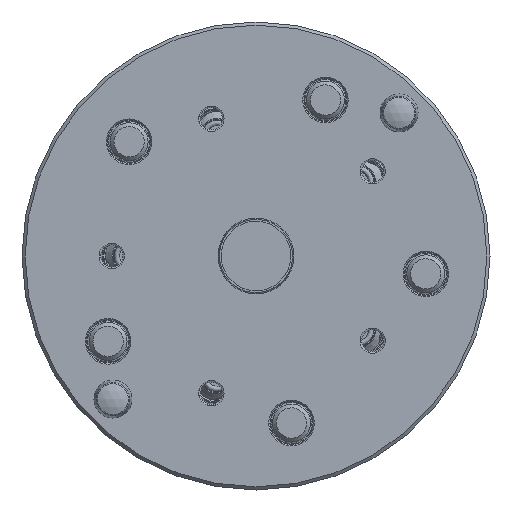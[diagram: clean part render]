
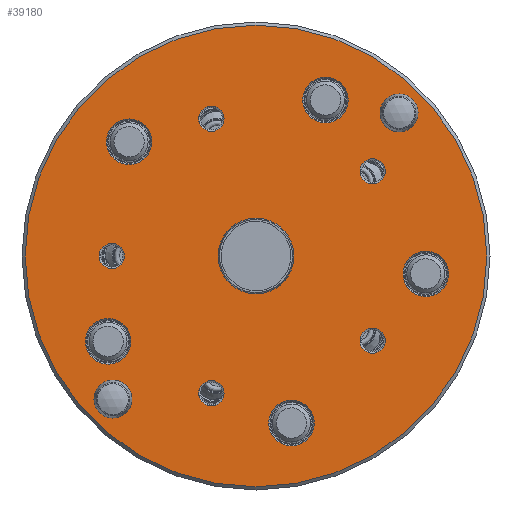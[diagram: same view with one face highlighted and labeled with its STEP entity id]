
A CAD part, front view. The second image highlights one B-rep face of the part: STEP entity #39180.
In plain terms, the highlighted planar face has unit normal (0, -1, 0).
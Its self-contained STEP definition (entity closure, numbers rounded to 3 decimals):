
#245 = AXIS2_PLACEMENT_3D ( 'NONE', #28513, #13055, #25115 ) ;
#574 = ORIENTED_EDGE ( 'NONE', *, *, #14954, .F. ) ;
#715 = ORIENTED_EDGE ( 'NONE', *, *, #2948, .T. ) ;
#859 = EDGE_CURVE ( 'NONE', #13782, #13782, #26758, .T. ) ;
#1407 = CIRCLE ( 'NONE', #29944, 3.6 ) ;
#2306 = DIRECTION ( 'NONE',  ( 0., 0., -1. ) ) ;
#2386 = CARTESIAN_POINT ( 'NONE',  ( -7.046, 0., 21.684 ) ) ;
#2652 = FACE_BOUND ( 'NONE', #33205, .T. ) ;
#2822 = EDGE_CURVE ( 'NONE', #10891, #10891, #12284, .T. ) ;
#2847 = DIRECTION ( 'NONE',  ( 0., 1., 0. ) ) ;
#2948 = EDGE_CURVE ( 'NONE', #29635, #29635, #5604, .T. ) ;
#3440 = CIRCLE ( 'NONE', #10155, 2. ) ;
#4022 = FACE_BOUND ( 'NONE', #30360, .T. ) ;
#4288 = VERTEX_POINT ( 'NONE', #15277 ) ;
#4385 = EDGE_CURVE ( 'NONE', #14236, #14236, #6288, .T. ) ;
#4953 = EDGE_LOOP ( 'NONE', ( #5866 ) ) ;
#5386 = CARTESIAN_POINT ( 'NONE',  ( 10.982, 0., 24.666 ) ) ;
#5415 = DIRECTION ( 'NONE',  ( 0., 0., -1. ) ) ;
#5491 = EDGE_LOOP ( 'NONE', ( #39519 ) ) ;
#5568 = AXIS2_PLACEMENT_3D ( 'NONE', #5386, #2847, #30021 ) ;
#5604 = CIRCLE ( 'NONE', #20111, 36.5 ) ;
#5625 = CARTESIAN_POINT ( 'NONE',  ( -7.046, 0., -23.684 ) ) ;
#5866 = ORIENTED_EDGE ( 'NONE', *, *, #8064, .T. ) ;
#6083 = VERTEX_POINT ( 'NONE', #5625 ) ;
#6107 = DIRECTION ( 'NONE',  ( 0., 1., 0. ) ) ;
#6129 = DIRECTION ( 'NONE',  ( 0., 0., 1. ) ) ;
#6288 = CIRCLE ( 'NONE', #32557, 3.6 ) ;
#6878 = FACE_BOUND ( 'NONE', #25815, .T. ) ;
#7187 = CIRCLE ( 'NONE', #24217, 2. ) ;
#7508 = PLANE ( 'NONE',  #14782 ) ;
#8064 = EDGE_CURVE ( 'NONE', #13753, #13753, #1407, .T. ) ;
#8627 = VERTEX_POINT ( 'NONE', #32874 ) ;
#8670 = DIRECTION ( 'NONE',  ( 0., 1., 0. ) ) ;
#8793 = DIRECTION ( 'NONE',  ( 0., 1., 0. ) ) ;
#8797 = CARTESIAN_POINT ( 'NONE',  ( 0., 0., 0. ) ) ;
#9167 = DIRECTION ( 'NONE',  ( 0., 0., -1. ) ) ;
#9332 = EDGE_CURVE ( 'NONE', #39643, #39643, #3440, .T. ) ;
#9421 = ORIENTED_EDGE ( 'NONE', *, *, #29623, .F. ) ;
#10155 = AXIS2_PLACEMENT_3D ( 'NONE', #21506, #24615, #14871 ) ;
#10507 = CARTESIAN_POINT ( 'NONE',  ( -23.383, 0., -13.5 ) ) ;
#10583 = ORIENTED_EDGE ( 'NONE', *, *, #9332, .F. ) ;
#10671 = CARTESIAN_POINT ( 'NONE',  ( 5.614, 0., -22.81 ) ) ;
#10819 = DIRECTION ( 'NONE',  ( 0., 0., 1. ) ) ;
#10891 = VERTEX_POINT ( 'NONE', #19202 ) ;
#11023 = EDGE_LOOP ( 'NONE', ( #9421 ) ) ;
#11584 = CARTESIAN_POINT ( 'NONE',  ( 0., 0., -6. ) ) ;
#12024 = EDGE_LOOP ( 'NONE', ( #715 ) ) ;
#12252 = AXIS2_PLACEMENT_3D ( 'NONE', #24109, #39408, #14880 ) ;
#12284 = CIRCLE ( 'NONE', #37888, 3.6 ) ;
#12496 = EDGE_LOOP ( 'NONE', ( #574 ) ) ;
#13055 = DIRECTION ( 'NONE',  ( 0., -1., 0. ) ) ;
#13388 = CARTESIAN_POINT ( 'NONE',  ( -22.8, 0., -2. ) ) ;
#13753 = VERTEX_POINT ( 'NONE', #10671 ) ;
#13782 = VERTEX_POINT ( 'NONE', #30810 ) ;
#14044 = FACE_BOUND ( 'NONE', #21713, .T. ) ;
#14236 = VERTEX_POINT ( 'NONE', #28526 ) ;
#14249 = ORIENTED_EDGE ( 'NONE', *, *, #31382, .F. ) ;
#14529 = CARTESIAN_POINT ( 'NONE',  ( 26.852, 0., -2.822 ) ) ;
#14536 = FACE_BOUND ( 'NONE', #14968, .T. ) ;
#14782 = AXIS2_PLACEMENT_3D ( 'NONE', #29219, #29473, #10819 ) ;
#14819 = CIRCLE ( 'NONE', #35951, 2. ) ;
#14871 = DIRECTION ( 'NONE',  ( 0., 0., -1. ) ) ;
#14880 = DIRECTION ( 'NONE',  ( 0., 0., -1. ) ) ;
#14954 = EDGE_CURVE ( 'NONE', #20383, #20383, #38372, .T. ) ;
#14968 = EDGE_LOOP ( 'NONE', ( #24663 ) ) ;
#15030 = CARTESIAN_POINT ( 'NONE',  ( 18.446, 0., -15.402 ) ) ;
#15277 = CARTESIAN_POINT ( 'NONE',  ( -22.627, 0., -25.627 ) ) ;
#15280 = CARTESIAN_POINT ( 'NONE',  ( 5.614, 0., -26.41 ) ) ;
#15687 = EDGE_LOOP ( 'NONE', ( #26003 ) ) ;
#15942 = FACE_BOUND ( 'NONE', #11023, .T. ) ;
#16157 = EDGE_LOOP ( 'NONE', ( #30698 ) ) ;
#16943 = FACE_BOUND ( 'NONE', #24609, .T. ) ;
#17929 = DIRECTION ( 'NONE',  ( 0., 0., -1. ) ) ;
#18101 = EDGE_CURVE ( 'NONE', #6083, #6083, #7187, .T. ) ;
#18188 = DIRECTION ( 'NONE',  ( 0., -1., 0. ) ) ;
#18970 = DIRECTION ( 'NONE',  ( 0., 0., -1. ) ) ;
#19202 = CARTESIAN_POINT ( 'NONE',  ( 26.852, 0., 0.778 ) ) ;
#19284 = AXIS2_PLACEMENT_3D ( 'NONE', #29843, #23196, #2306 ) ;
#19940 = CIRCLE ( 'NONE', #245, 6. ) ;
#20003 = AXIS2_PLACEMENT_3D ( 'NONE', #10507, #31964, #32113 ) ;
#20040 = VERTEX_POINT ( 'NONE', #11584 ) ;
#20111 = AXIS2_PLACEMENT_3D ( 'NONE', #8797, #27421, #9167 ) ;
#20383 = VERTEX_POINT ( 'NONE', #26757 ) ;
#20544 = VERTEX_POINT ( 'NONE', #15030 ) ;
#21198 = FACE_BOUND ( 'NONE', #5491, .T. ) ;
#21506 = CARTESIAN_POINT ( 'NONE',  ( 18.446, 0., 13.402 ) ) ;
#21713 = EDGE_LOOP ( 'NONE', ( #10583 ) ) ;
#22114 = EDGE_CURVE ( 'NONE', #8627, #8627, #36032, .T. ) ;
#22341 = DIRECTION ( 'NONE',  ( 0., -1., 0. ) ) ;
#23196 = DIRECTION ( 'NONE',  ( 0., -1., 0. ) ) ;
#23206 = CARTESIAN_POINT ( 'NONE',  ( 22.627, 0., 22.627 ) ) ;
#23697 = ORIENTED_EDGE ( 'NONE', *, *, #859, .T. ) ;
#23698 = DIRECTION ( 'NONE',  ( 0., -1., 0. ) ) ;
#24109 = CARTESIAN_POINT ( 'NONE',  ( -22.627, 0., -22.627 ) ) ;
#24217 = AXIS2_PLACEMENT_3D ( 'NONE', #37393, #22341, #18970 ) ;
#24514 = DIRECTION ( 'NONE',  ( 0., 0., 1. ) ) ;
#24609 = EDGE_LOOP ( 'NONE', ( #25544 ) ) ;
#24615 = DIRECTION ( 'NONE',  ( 0., -1., 0. ) ) ;
#24663 = ORIENTED_EDGE ( 'NONE', *, *, #4385, .T. ) ;
#24850 = ORIENTED_EDGE ( 'NONE', *, *, #37710, .F. ) ;
#24985 = CARTESIAN_POINT ( 'NONE',  ( 0., 0., -36.5 ) ) ;
#25048 = FACE_BOUND ( 'NONE', #16157, .T. ) ;
#25115 = DIRECTION ( 'NONE',  ( 0., 0., -1. ) ) ;
#25218 = EDGE_CURVE ( 'NONE', #20040, #20040, #19940, .T. ) ;
#25445 = EDGE_LOOP ( 'NONE', ( #24850 ) ) ;
#25544 = ORIENTED_EDGE ( 'NONE', *, *, #37856, .F. ) ;
#25815 = EDGE_LOOP ( 'NONE', ( #32286 ) ) ;
#26003 = ORIENTED_EDGE ( 'NONE', *, *, #25218, .F. ) ;
#26757 = CARTESIAN_POINT ( 'NONE',  ( 22.627, 0., 19.627 ) ) ;
#26758 = CIRCLE ( 'NONE', #5568, 3.6 ) ;
#27421 = DIRECTION ( 'NONE',  ( 0., -1., 0. ) ) ;
#27492 = FACE_BOUND ( 'NONE', #25445, .T. ) ;
#27702 = CIRCLE ( 'NONE', #19284, 2. ) ;
#28513 = CARTESIAN_POINT ( 'NONE',  ( 0., 0., 0. ) ) ;
#28526 = CARTESIAN_POINT ( 'NONE',  ( -20.065, 0., 21.667 ) ) ;
#28668 = VERTEX_POINT ( 'NONE', #13388 ) ;
#29219 = CARTESIAN_POINT ( 'NONE',  ( -6., 0., 0. ) ) ;
#29473 = DIRECTION ( 'NONE',  ( 0., 1., 0. ) ) ;
#29623 = EDGE_CURVE ( 'NONE', #20544, #20544, #27702, .T. ) ;
#29635 = VERTEX_POINT ( 'NONE', #24985 ) ;
#29843 = CARTESIAN_POINT ( 'NONE',  ( 18.446, 0., -13.402 ) ) ;
#29944 = AXIS2_PLACEMENT_3D ( 'NONE', #15280, #6107, #24514 ) ;
#30021 = DIRECTION ( 'NONE',  ( 0., 0., 1. ) ) ;
#30360 = EDGE_LOOP ( 'NONE', ( #14249 ) ) ;
#30698 = ORIENTED_EDGE ( 'NONE', *, *, #2822, .T. ) ;
#30810 = CARTESIAN_POINT ( 'NONE',  ( 10.982, 0., 28.266 ) ) ;
#31382 = EDGE_CURVE ( 'NONE', #4288, #4288, #38028, .T. ) ;
#31964 = DIRECTION ( 'NONE',  ( 0., 1., 0. ) ) ;
#32113 = DIRECTION ( 'NONE',  ( 0., 0., 1. ) ) ;
#32286 = ORIENTED_EDGE ( 'NONE', *, *, #22114, .T. ) ;
#32509 = DIRECTION ( 'NONE',  ( 0., -1., 0. ) ) ;
#32557 = AXIS2_PLACEMENT_3D ( 'NONE', #33679, #8793, #6129 ) ;
#32874 = CARTESIAN_POINT ( 'NONE',  ( -23.383, 0., -9.9 ) ) ;
#33205 = EDGE_LOOP ( 'NONE', ( #23697 ) ) ;
#33679 = CARTESIAN_POINT ( 'NONE',  ( -20.065, 0., 18.067 ) ) ;
#33859 = AXIS2_PLACEMENT_3D ( 'NONE', #39268, #18188, #17929 ) ;
#34073 = AXIS2_PLACEMENT_3D ( 'NONE', #23206, #32509, #35598 ) ;
#35164 = FACE_BOUND ( 'NONE', #12496, .T. ) ;
#35598 = DIRECTION ( 'NONE',  ( 0., 0., -1. ) ) ;
#35647 = FACE_OUTER_BOUND ( 'NONE', #12024, .T. ) ;
#35951 = AXIS2_PLACEMENT_3D ( 'NONE', #2386, #23698, #5415 ) ;
#36032 = CIRCLE ( 'NONE', #20003, 3.6 ) ;
#37297 = VERTEX_POINT ( 'NONE', #38207 ) ;
#37393 = CARTESIAN_POINT ( 'NONE',  ( -7.046, 0., -21.684 ) ) ;
#37542 = FACE_BOUND ( 'NONE', #15687, .T. ) ;
#37710 = EDGE_CURVE ( 'NONE', #37297, #37297, #14819, .T. ) ;
#37719 = CIRCLE ( 'NONE', #33859, 2. ) ;
#37856 = EDGE_CURVE ( 'NONE', #28668, #28668, #37719, .T. ) ;
#37888 = AXIS2_PLACEMENT_3D ( 'NONE', #14529, #8670, #38805 ) ;
#38028 = CIRCLE ( 'NONE', #12252, 3. ) ;
#38060 = FACE_BOUND ( 'NONE', #4953, .T. ) ;
#38152 = CARTESIAN_POINT ( 'NONE',  ( 18.446, 0., 11.402 ) ) ;
#38207 = CARTESIAN_POINT ( 'NONE',  ( -7.046, 0., 19.684 ) ) ;
#38372 = CIRCLE ( 'NONE', #34073, 3. ) ;
#38805 = DIRECTION ( 'NONE',  ( 0., 0., 1. ) ) ;
#39180 = ADVANCED_FACE ( 'NONE', ( #35164, #4022, #38060, #25048, #2652, #14536, #6878, #21198, #15942, #14044, #27492, #16943, #37542, #35647 ), #7508, .F. ) ;
#39268 = CARTESIAN_POINT ( 'NONE',  ( -22.8, 0., 0. ) ) ;
#39408 = DIRECTION ( 'NONE',  ( 0., -1., 0. ) ) ;
#39519 = ORIENTED_EDGE ( 'NONE', *, *, #18101, .F. ) ;
#39643 = VERTEX_POINT ( 'NONE', #38152 ) ;
